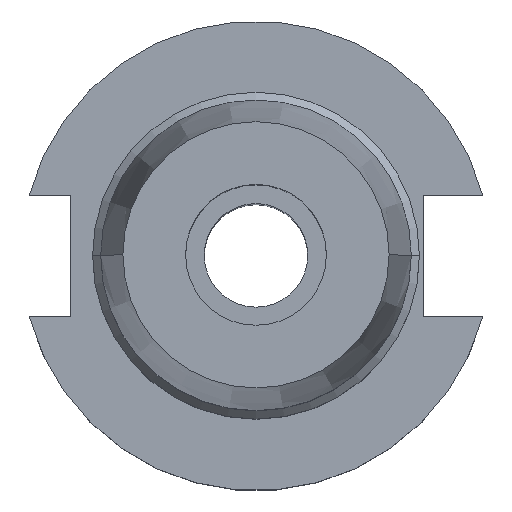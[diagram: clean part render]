
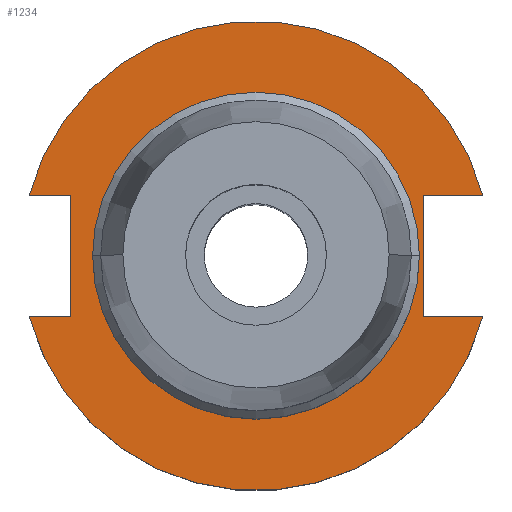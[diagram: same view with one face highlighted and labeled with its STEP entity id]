
A CAD part, top view. The second image highlights one B-rep face of the part: STEP entity #1234.
In plain terms, the highlighted planar face has unit normal (0, 0, 1).
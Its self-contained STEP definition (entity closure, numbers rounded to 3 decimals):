
#46 = ORIENTED_EDGE ( 'NONE', *, *, #1481, .T. ) ;
#51 = LINE ( 'NONE', #770, #1502 ) ;
#75 = VERTEX_POINT ( 'NONE', #907 ) ;
#90 = VERTEX_POINT ( 'NONE', #173 ) ;
#104 = CARTESIAN_POINT ( 'NONE',  ( 0., 0., 19.05 ) ) ;
#113 = CARTESIAN_POINT ( 'NONE',  ( 30.675, -8.191, 19.05 ) ) ;
#114 = EDGE_CURVE ( 'NONE', #859, #1080, #1035, .T. ) ;
#173 = CARTESIAN_POINT ( 'NONE',  ( 22.1, 0., 19.05 ) ) ;
#177 = DIRECTION ( 'NONE',  ( 1., 0., 0. ) ) ;
#180 = DIRECTION ( 'NONE',  ( 0., -1., 0. ) ) ;
#194 = CARTESIAN_POINT ( 'NONE',  ( -30.675, 8.191, 19.05 ) ) ;
#238 = ORIENTED_EDGE ( 'NONE', *, *, #811, .T. ) ;
#260 = ORIENTED_EDGE ( 'NONE', *, *, #1280, .F. ) ;
#283 = AXIS2_PLACEMENT_3D ( 'NONE', #778, #1366, #753 ) ;
#292 = CARTESIAN_POINT ( 'NONE',  ( 0., -8.191, 19.05 ) ) ;
#309 = FACE_BOUND ( 'NONE', #956, .T. ) ;
#350 = ORIENTED_EDGE ( 'NONE', *, *, #904, .F. ) ;
#389 = ORIENTED_EDGE ( 'NONE', *, *, #1044, .T. ) ;
#399 = DIRECTION ( 'NONE',  ( 0., 0., 1. ) ) ;
#406 = CARTESIAN_POINT ( 'NONE',  ( 0., 0., 19.05 ) ) ;
#412 = DIRECTION ( 'NONE',  ( 1., 0., 0. ) ) ;
#442 = CARTESIAN_POINT ( 'NONE',  ( -25.091, -8.191, 19.05 ) ) ;
#462 = LINE ( 'NONE', #1191, #868 ) ;
#463 = DIRECTION ( 'NONE',  ( 0., 0., 1. ) ) ;
#535 = EDGE_CURVE ( 'NONE', #1463, #1080, #718, .T. ) ;
#536 = CIRCLE ( 'NONE', #633, 31.75 ) ;
#563 = CARTESIAN_POINT ( 'NONE',  ( 0., 0., 19.05 ) ) ;
#593 = CIRCLE ( 'NONE', #1129, 22.1 ) ;
#607 = DIRECTION ( 'NONE',  ( 0., 1., 0. ) ) ;
#613 = VECTOR ( 'NONE', #1125, 1000. ) ;
#631 = VERTEX_POINT ( 'NONE', #638 ) ;
#633 = AXIS2_PLACEMENT_3D ( 'NONE', #104, #686, #1287 ) ;
#638 = CARTESIAN_POINT ( 'NONE',  ( -22.1, 0., 19.05 ) ) ;
#658 = CARTESIAN_POINT ( 'NONE',  ( 0., 0., 19.05 ) ) ;
#666 = VECTOR ( 'NONE', #822, 1000. ) ;
#686 = DIRECTION ( 'NONE',  ( 0., 0., 1. ) ) ;
#718 = CIRCLE ( 'NONE', #724, 31.75 ) ;
#724 = AXIS2_PLACEMENT_3D ( 'NONE', #406, #399, #177 ) ;
#728 = VERTEX_POINT ( 'NONE', #905 ) ;
#749 = VERTEX_POINT ( 'NONE', #194 ) ;
#753 = DIRECTION ( 'NONE',  ( -1., 0., 0. ) ) ;
#770 = CARTESIAN_POINT ( 'NONE',  ( -25.091, 8.191, 19.05 ) ) ;
#774 = LINE ( 'NONE', #1522, #1239 ) ;
#777 = AXIS2_PLACEMENT_3D ( 'NONE', #563, #463, #925 ) ;
#778 = CARTESIAN_POINT ( 'NONE',  ( 0., 22.1, 19.05 ) ) ;
#784 = ORIENTED_EDGE ( 'NONE', *, *, #1270, .T. ) ;
#811 = EDGE_CURVE ( 'NONE', #749, #728, #1015, .T. ) ;
#822 = DIRECTION ( 'NONE',  ( 1., 0., 0. ) ) ;
#848 = CARTESIAN_POINT ( 'NONE',  ( 22.606, 8.191, 19.05 ) ) ;
#859 = VERTEX_POINT ( 'NONE', #1400 ) ;
#868 = VECTOR ( 'NONE', #607, 1000. ) ;
#904 = EDGE_CURVE ( 'NONE', #90, #631, #1055, .T. ) ;
#905 = CARTESIAN_POINT ( 'NONE',  ( -25.091, 8.191, 19.05 ) ) ;
#907 = CARTESIAN_POINT ( 'NONE',  ( 30.675, 8.191, 19.05 ) ) ;
#922 = DIRECTION ( 'NONE',  ( -1., 0., 0. ) ) ;
#925 = DIRECTION ( 'NONE',  ( 1., 0., 0. ) ) ;
#951 = VERTEX_POINT ( 'NONE', #442 ) ;
#956 = EDGE_LOOP ( 'NONE', ( #350, #1359 ) ) ;
#961 = VECTOR ( 'NONE', #412, 1000. ) ;
#998 = DIRECTION ( 'NONE',  ( 0., 0., 1. ) ) ;
#1001 = ORIENTED_EDGE ( 'NONE', *, *, #114, .F. ) ;
#1015 = LINE ( 'NONE', #1284, #666 ) ;
#1027 = EDGE_LOOP ( 'NONE', ( #784, #260, #1460, #1001, #389, #1140, #46, #238 ) ) ;
#1035 = LINE ( 'NONE', #292, #613 ) ;
#1044 = EDGE_CURVE ( 'NONE', #859, #1131, #462, .T. ) ;
#1055 = CIRCLE ( 'NONE', #777, 22.1 ) ;
#1080 = VERTEX_POINT ( 'NONE', #113 ) ;
#1125 = DIRECTION ( 'NONE',  ( 1., 0., 0. ) ) ;
#1129 = AXIS2_PLACEMENT_3D ( 'NONE', #658, #998, #1249 ) ;
#1131 = VERTEX_POINT ( 'NONE', #848 ) ;
#1136 = CARTESIAN_POINT ( 'NONE',  ( -61.091, -8.191, 19.05 ) ) ;
#1140 = ORIENTED_EDGE ( 'NONE', *, *, #1518, .F. ) ;
#1191 = CARTESIAN_POINT ( 'NONE',  ( 22.606, 22.1, 19.05 ) ) ;
#1224 = FACE_OUTER_BOUND ( 'NONE', #1027, .T. ) ;
#1234 = ADVANCED_FACE ( 'NONE', ( #309, #1224 ), #1472, .F. ) ;
#1239 = VECTOR ( 'NONE', #922, 1000. ) ;
#1240 = EDGE_CURVE ( 'NONE', #631, #90, #593, .T. ) ;
#1249 = DIRECTION ( 'NONE',  ( 1., 0., 0. ) ) ;
#1270 = EDGE_CURVE ( 'NONE', #728, #951, #51, .T. ) ;
#1280 = EDGE_CURVE ( 'NONE', #1463, #951, #1535, .T. ) ;
#1284 = CARTESIAN_POINT ( 'NONE',  ( -61.091, 8.191, 19.05 ) ) ;
#1287 = DIRECTION ( 'NONE',  ( 1., 0., 0. ) ) ;
#1359 = ORIENTED_EDGE ( 'NONE', *, *, #1240, .F. ) ;
#1366 = DIRECTION ( 'NONE',  ( 0., 0., -1. ) ) ;
#1400 = CARTESIAN_POINT ( 'NONE',  ( 22.606, -8.191, 19.05 ) ) ;
#1460 = ORIENTED_EDGE ( 'NONE', *, *, #535, .T. ) ;
#1463 = VERTEX_POINT ( 'NONE', #1496 ) ;
#1472 = PLANE ( 'NONE',  #283 ) ;
#1481 = EDGE_CURVE ( 'NONE', #75, #749, #536, .T. ) ;
#1496 = CARTESIAN_POINT ( 'NONE',  ( -30.675, -8.191, 19.05 ) ) ;
#1502 = VECTOR ( 'NONE', #180, 1000. ) ;
#1518 = EDGE_CURVE ( 'NONE', #75, #1131, #774, .T. ) ;
#1522 = CARTESIAN_POINT ( 'NONE',  ( 0., 8.191, 19.05 ) ) ;
#1535 = LINE ( 'NONE', #1136, #961 ) ;
